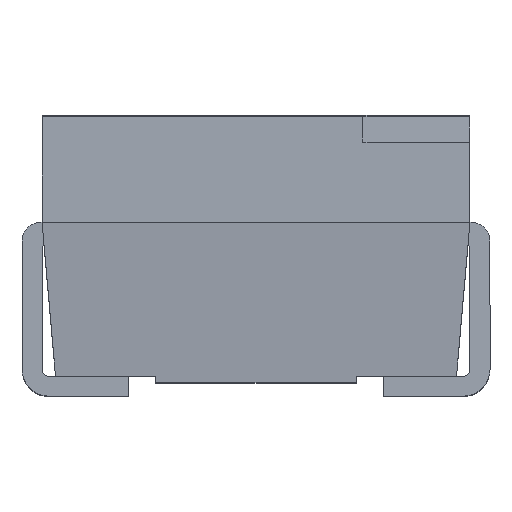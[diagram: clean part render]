
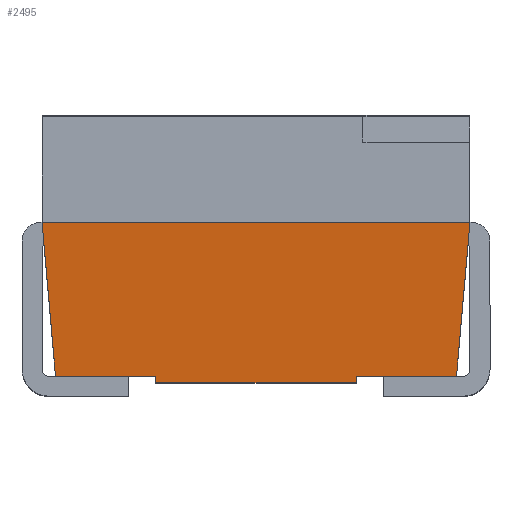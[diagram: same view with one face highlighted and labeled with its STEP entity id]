
A CAD part, top view. The second image highlights one B-rep face of the part: STEP entity #2495.
In plain terms, the highlighted planar face has unit normal (0, -0.087, 0.996).
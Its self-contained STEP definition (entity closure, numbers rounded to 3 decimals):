
#43 = CARTESIAN_POINT ( 'NONE',  ( 0.75, -1.069, 1.306 ) ) ;
#161 = CARTESIAN_POINT ( 'NONE',  ( 0., -1.15, 1.299 ) ) ;
#183 = CARTESIAN_POINT ( 'NONE',  ( 0.75, -1.2, 1.295 ) ) ;
#258 = ORIENTED_EDGE ( 'NONE', *, *, #1467, .T. ) ;
#275 = VECTOR ( 'NONE', #459, 1000. ) ;
#295 = EDGE_CURVE ( 'NONE', #2462, #323, #1083, .T. ) ;
#323 = VERTEX_POINT ( 'NONE', #1597 ) ;
#326 = ORIENTED_EDGE ( 'NONE', *, *, #295, .T. ) ;
#336 = LINE ( 'NONE', #899, #275 ) ;
#356 = ORIENTED_EDGE ( 'NONE', *, *, #834, .F. ) ;
#410 = EDGE_LOOP ( 'NONE', ( #356, #1256, #610, #563, #1879, #258, #326, #2335 ) ) ;
#415 = VECTOR ( 'NONE', #965, 1000. ) ;
#459 = DIRECTION ( 'NONE',  ( 1., 0., 0. ) ) ;
#481 = CARTESIAN_POINT ( 'NONE',  ( 1.6, 0., 1.4 ) ) ;
#517 = CARTESIAN_POINT ( 'NONE',  ( 0.75, -1.15, 1.299 ) ) ;
#554 = VERTEX_POINT ( 'NONE', #183 ) ;
#559 = EDGE_CURVE ( 'NONE', #1832, #808, #1822, .T. ) ;
#563 = ORIENTED_EDGE ( 'NONE', *, *, #559, .T. ) ;
#610 = ORIENTED_EDGE ( 'NONE', *, *, #1841, .T. ) ;
#647 = VECTOR ( 'NONE', #691, 1000. ) ;
#652 = EDGE_CURVE ( 'NONE', #323, #2070, #1216, .T. ) ;
#676 = DIRECTION ( 'NONE',  ( 0., 0.996, 0.087 ) ) ;
#678 = LINE ( 'NONE', #43, #756 ) ;
#691 = DIRECTION ( 'NONE',  ( 0.087, 0.992, 0.087 ) ) ;
#756 = VECTOR ( 'NONE', #676, 1000. ) ;
#776 = DIRECTION ( 'NONE',  ( 1., 0., 0. ) ) ;
#780 = DIRECTION ( 'NONE',  ( 0., -0.087, 0.996 ) ) ;
#804 = CARTESIAN_POINT ( 'NONE',  ( 1.6, 0., 1.4 ) ) ;
#808 = VERTEX_POINT ( 'NONE', #2290 ) ;
#834 = EDGE_CURVE ( 'NONE', #2506, #2070, #882, .T. ) ;
#882 = LINE ( 'NONE', #1708, #1042 ) ;
#899 = CARTESIAN_POINT ( 'NONE',  ( 0.75, -1.2, 1.295 ) ) ;
#935 = EDGE_CURVE ( 'NONE', #808, #554, #336, .T. ) ;
#965 = DIRECTION ( 'NONE',  ( 1., 0., 0. ) ) ;
#983 = CARTESIAN_POINT ( 'NONE',  ( -0.75, -1.069, 1.306 ) ) ;
#1042 = VECTOR ( 'NONE', #1301, 1000. ) ;
#1083 = LINE ( 'NONE', #161, #415 ) ;
#1111 = CARTESIAN_POINT ( 'NONE',  ( -1.6, 0., 1.4 ) ) ;
#1113 = LINE ( 'NONE', #1111, #2387 ) ;
#1138 = CARTESIAN_POINT ( 'NONE',  ( -1.499, -1.15, 1.299 ) ) ;
#1198 = PLANE ( 'NONE',  #1350 ) ;
#1216 = LINE ( 'NONE', #481, #647 ) ;
#1256 = ORIENTED_EDGE ( 'NONE', *, *, #1554, .F. ) ;
#1301 = DIRECTION ( 'NONE',  ( 1., 0., 0. ) ) ;
#1350 = AXIS2_PLACEMENT_3D ( 'NONE', #2605, #780, #1611 ) ;
#1388 = CARTESIAN_POINT ( 'NONE',  ( -1.6, 0., 1.4 ) ) ;
#1394 = CARTESIAN_POINT ( 'NONE',  ( 0., -1.15, 1.299 ) ) ;
#1467 = EDGE_CURVE ( 'NONE', #554, #2462, #678, .T. ) ;
#1554 = EDGE_CURVE ( 'NONE', #2390, #2506, #1113, .T. ) ;
#1597 = CARTESIAN_POINT ( 'NONE',  ( 1.499, -1.15, 1.299 ) ) ;
#1611 = DIRECTION ( 'NONE',  ( 0., -0.996, -0.087 ) ) ;
#1708 = CARTESIAN_POINT ( 'NONE',  ( 1.6, 0., 1.4 ) ) ;
#1817 = VECTOR ( 'NONE', #776, 1000. ) ;
#1822 = LINE ( 'NONE', #983, #2542 ) ;
#1832 = VERTEX_POINT ( 'NONE', #2220 ) ;
#1841 = EDGE_CURVE ( 'NONE', #2390, #1832, #1964, .T. ) ;
#1879 = ORIENTED_EDGE ( 'NONE', *, *, #935, .T. ) ;
#1964 = LINE ( 'NONE', #1394, #1817 ) ;
#2023 = DIRECTION ( 'NONE',  ( 0., -0.996, -0.087 ) ) ;
#2070 = VERTEX_POINT ( 'NONE', #804 ) ;
#2129 = FACE_OUTER_BOUND ( 'NONE', #410, .T. ) ;
#2220 = CARTESIAN_POINT ( 'NONE',  ( -0.75, -1.15, 1.299 ) ) ;
#2290 = CARTESIAN_POINT ( 'NONE',  ( -0.75, -1.2, 1.295 ) ) ;
#2331 = DIRECTION ( 'NONE',  ( -0.087, 0.992, 0.087 ) ) ;
#2335 = ORIENTED_EDGE ( 'NONE', *, *, #652, .T. ) ;
#2387 = VECTOR ( 'NONE', #2331, 1000. ) ;
#2390 = VERTEX_POINT ( 'NONE', #1138 ) ;
#2462 = VERTEX_POINT ( 'NONE', #517 ) ;
#2495 = ADVANCED_FACE ( 'NONE', ( #2129 ), #1198, .T. ) ;
#2506 = VERTEX_POINT ( 'NONE', #1388 ) ;
#2542 = VECTOR ( 'NONE', #2023, 1000. ) ;
#2605 = CARTESIAN_POINT ( 'NONE',  ( 1.6, 0., 1.4 ) ) ;
